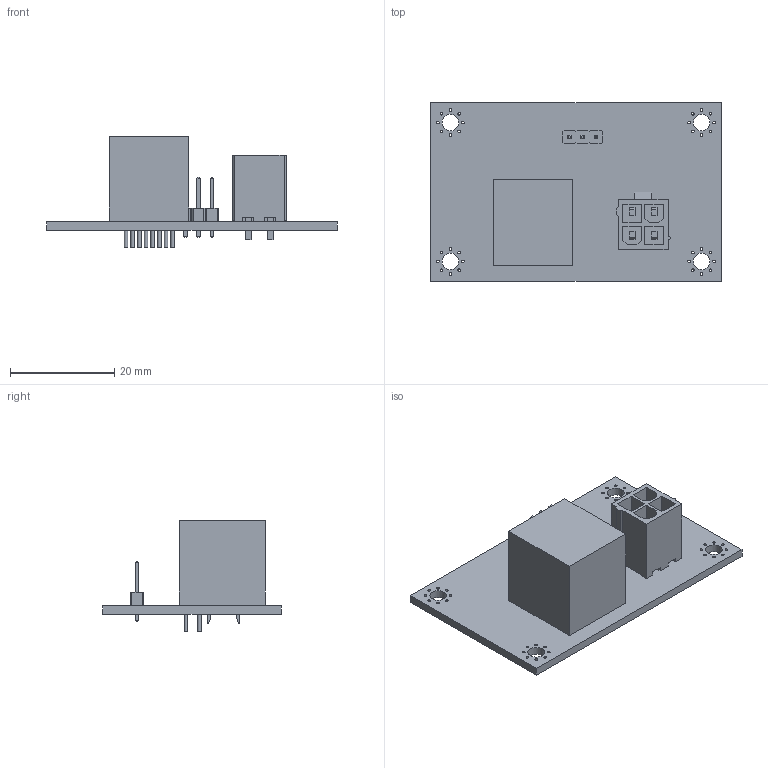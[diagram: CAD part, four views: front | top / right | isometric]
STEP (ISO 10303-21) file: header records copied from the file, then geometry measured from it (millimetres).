
FILE_DESCRIPTION(('KiCad electronic assembly'),'2;1');
FILE_NAME('LaserBreakout.step','2020-04-21T18:22:26',('An Author'),( 'A Company'),'Open CASCADE STEP processor 6.9', 'KiCad to STEP converter','Unknown');
FILE_SCHEMA(('AUTOMOTIVE_DESIGN { 1 0 10303 214 1 1 1 1 }'));
Length unit declared in the file: millimetre
Products named in the file (8): Open CASCADE STEP translator 6.9 1; 949; COMPOUND; 039281043; PinHeader_1x03_P2.54mm_Vertical; SOLID
Assembly tree (7 placements, depth 3):
  Open CASCADE STEP translator 6.9 1
    949
      COMPOUND
    039281043
      COMPOUND
    PinHeader_1x03_P2.54mm_Vertical
      SOLID
    COMPOUND
Bounding box: 55.88 x 34.29 x 21.39 mm (x, y, z)
Volume: 8293 mm3; surface area: 8921.8 mm2
Topology: 104 solids, 104 shells, 570 faces, 1014 edges, 678 vertices
Faces by surface type: plane 416, cylinder 154
Full cylindrical faces by diameter (mm): 0.5 x32, 0.7 x80, 0.9 x8, 1 x3, 1.4 x4, 3.05 x20, 3.2 x4, 3.25 x2
Entity records: 28809 total; most frequent: CARTESIAN_POINT 4972, DIRECTION 4389, LINE 2400, VECTOR 2400, ORIENTED_EDGE 2012, PCURVE 2012, DEFINITIONAL_REPRESENTATION 2012, EDGE_CURVE 1006
